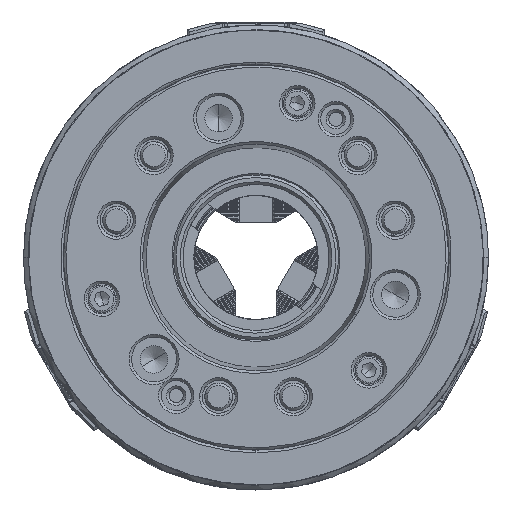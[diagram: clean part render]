
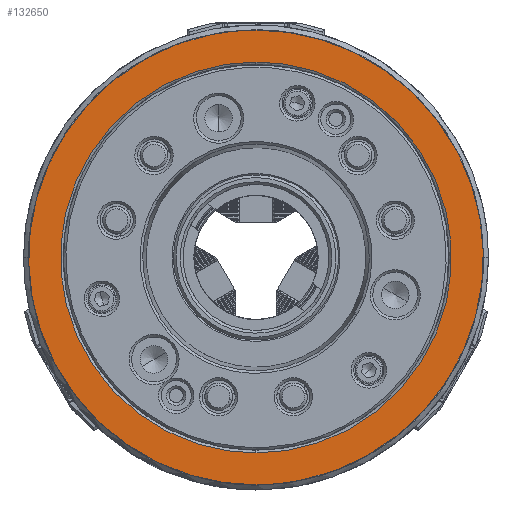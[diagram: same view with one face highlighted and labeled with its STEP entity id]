
A CAD part, front view. The second image highlights one B-rep face of the part: STEP entity #132650.
In plain terms, the highlighted free-form (B-spline) face has degree [1, 1] with [2, 2] control points.
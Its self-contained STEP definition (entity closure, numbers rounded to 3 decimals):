
#16174 = EDGE_CURVE('',#16175,#16177,#16179,.T.);
#16175 = VERTEX_POINT('',#16176);
#16176 = CARTESIAN_POINT('',(0.,0.,-123.545));
#16177 = VERTEX_POINT('',#16178);
#16178 = CARTESIAN_POINT('',(0.,0.,123.545));
#16179 = ( BOUNDED_CURVE() B_SPLINE_CURVE(2,(#16180,#16181,#16182,#16183
,#16184),.UNSPECIFIED.,.F.,.F.) B_SPLINE_CURVE_WITH_KNOTS((3,2,3),(0.,
0.25,0.5),.PIECEWISE_BEZIER_KNOTS.) CURVE() 
GEOMETRIC_REPRESENTATION_ITEM() RATIONAL_B_SPLINE_CURVE((1.,
0.707,1.,0.707,1.)) REPRESENTATION_ITEM('') );
#16180 = CARTESIAN_POINT('',(0.,0.,-123.545));
#16181 = CARTESIAN_POINT('',(-123.545,0.,-123.545));
#16182 = CARTESIAN_POINT('',(-123.545,0.,0.));
#16183 = CARTESIAN_POINT('',(-123.545,0.,123.545));
#16184 = CARTESIAN_POINT('',(0.,0.,123.545));
#16805 = VERTEX_POINT('',#16806);
#16806 = CARTESIAN_POINT('',(0.,0.,
    106.205));
#16812 = EDGE_CURVE('',#16805,#16813,#16815,.T.);
#16813 = VERTEX_POINT('',#16814);
#16814 = CARTESIAN_POINT('',(0.,0.,
    -106.205));
#16815 = ( BOUNDED_CURVE() B_SPLINE_CURVE(2,(#16816,#16817,#16818,#16819
,#16820),.UNSPECIFIED.,.F.,.F.) B_SPLINE_CURVE_WITH_KNOTS((3,2,3),(0.5,
0.75,1.),.PIECEWISE_BEZIER_KNOTS.) CURVE() GEOMETRIC_REPRESENTATION_ITEM
() RATIONAL_B_SPLINE_CURVE((1.,0.707,1.,0.707,1.)) 
REPRESENTATION_ITEM('') );
#16816 = CARTESIAN_POINT('',(0.,0.,
    106.205));
#16817 = CARTESIAN_POINT('',(-106.205,0.,106.205));
#16818 = CARTESIAN_POINT('',(-106.205,0.,0.));
#16819 = CARTESIAN_POINT('',(-106.205,0.,-106.205));
#16820 = CARTESIAN_POINT('',(0.,0.,
    -106.205));
#132650 = ADVANCED_FACE('',(#132651,#132662),#132673,.T.);
#132651 = FACE_BOUND('',#132652,.T.);
#132652 = EDGE_LOOP('',(#132653,#132654));
#132653 = ORIENTED_EDGE('',*,*,#16174,.F.);
#132654 = ORIENTED_EDGE('',*,*,#132655,.F.);
#132655 = EDGE_CURVE('',#16177,#16175,#132656,.T.);
#132656 = ( BOUNDED_CURVE() B_SPLINE_CURVE(2,(#132657,#132658,#132659,
#132660,#132661),.UNSPECIFIED.,.F.,.F.) B_SPLINE_CURVE_WITH_KNOTS((3,2,3
),(0.5,0.75,1.),.PIECEWISE_BEZIER_KNOTS.) CURVE() 
GEOMETRIC_REPRESENTATION_ITEM() RATIONAL_B_SPLINE_CURVE((1.,
0.707,1.,0.707,1.)) REPRESENTATION_ITEM('') );
#132657 = CARTESIAN_POINT('',(0.,0.,123.545));
#132658 = CARTESIAN_POINT('',(123.545,0.,123.545));
#132659 = CARTESIAN_POINT('',(123.545,0.,0.));
#132660 = CARTESIAN_POINT('',(123.545,0.,-123.545));
#132661 = CARTESIAN_POINT('',(0.,0.,-123.545));
#132662 = FACE_BOUND('',#132663,.T.);
#132663 = EDGE_LOOP('',(#132664,#132672));
#132664 = ORIENTED_EDGE('',*,*,#132665,.F.);
#132665 = EDGE_CURVE('',#16813,#16805,#132666,.T.);
#132666 = ( BOUNDED_CURVE() B_SPLINE_CURVE(2,(#132667,#132668,#132669,
#132670,#132671),.UNSPECIFIED.,.F.,.F.) B_SPLINE_CURVE_WITH_KNOTS((3,2,3
),(0.,0.25,0.5),.PIECEWISE_BEZIER_KNOTS.) CURVE() 
GEOMETRIC_REPRESENTATION_ITEM() RATIONAL_B_SPLINE_CURVE((1.,
0.707,1.,0.707,1.)) REPRESENTATION_ITEM('') );
#132667 = CARTESIAN_POINT('',(0.,0.,
    -106.205));
#132668 = CARTESIAN_POINT('',(106.205,0.,-106.205));
#132669 = CARTESIAN_POINT('',(106.205,0.,0.));
#132670 = CARTESIAN_POINT('',(106.205,0.,106.205));
#132671 = CARTESIAN_POINT('',(0.,0.,
    106.205));
#132672 = ORIENTED_EDGE('',*,*,#16812,.F.);
#132673 = B_SPLINE_SURFACE_WITH_KNOTS('',1,1,(
    (#132674,#132675)
    ,(#132676,#132677
    )),.UNSPECIFIED.,.F.,.F.,.F.,(2,2),(2,2),(0.,165.222),(0.,
    165.222),.PIECEWISE_BEZIER_KNOTS.);
#132674 = CARTESIAN_POINT('',(-123.545,0.,123.545));
#132675 = CARTESIAN_POINT('',(123.545,0.,123.545));
#132676 = CARTESIAN_POINT('',(-123.545,0.,-123.545));
#132677 = CARTESIAN_POINT('',(123.545,0.,-123.545));
